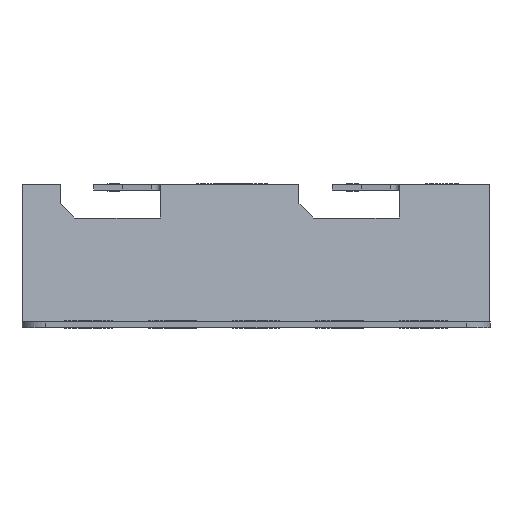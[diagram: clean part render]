
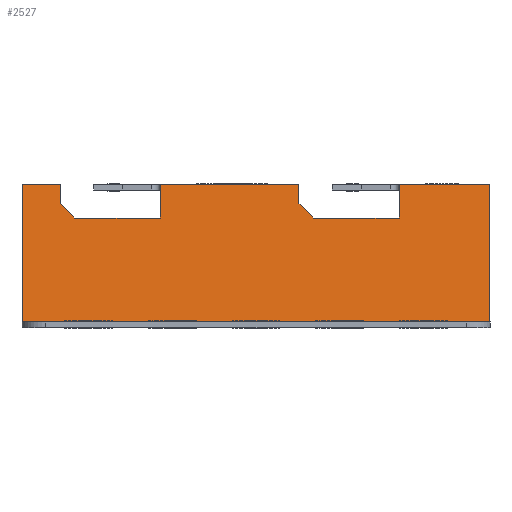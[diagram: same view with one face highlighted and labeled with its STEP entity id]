
A CAD part, left-side view. The second image highlights one B-rep face of the part: STEP entity #2527.
In plain terms, the highlighted planar face has unit normal (-0.991, 0, 0.131).
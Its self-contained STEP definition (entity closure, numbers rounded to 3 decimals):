
#265=FACE_OUTER_BOUND('',#395,.T.);
#395=EDGE_LOOP('',(#1809,#1810,#1811,#1812,#1813,#1814,#1815,#1816,#1817,
#1818,#1819,#1820,#1821,#1822));
#526=LINE('',#3652,#806);
#528=LINE('',#3658,#808);
#548=LINE('',#3714,#828);
#550=LINE('',#3720,#830);
#561=LINE('',#3758,#841);
#562=LINE('',#3759,#842);
#563=LINE('',#3760,#843);
#564=LINE('',#3762,#844);
#565=LINE('',#3764,#845);
#566=LINE('',#3766,#846);
#567=LINE('',#3768,#847);
#568=LINE('',#3770,#848);
#569=LINE('',#3771,#849);
#570=LINE('',#3772,#850);
#806=VECTOR('',#2898,1000.);
#808=VECTOR('',#2902,1000.);
#828=VECTOR('',#2940,1000.);
#830=VECTOR('',#2944,1000.);
#841=VECTOR('',#2973,1000.);
#842=VECTOR('',#2974,1000.);
#843=VECTOR('',#2975,1.);
#844=VECTOR('',#2976,1000.);
#845=VECTOR('',#2977,1000.);
#846=VECTOR('',#2978,1000.);
#847=VECTOR('',#2979,1.);
#848=VECTOR('',#2980,1000.);
#849=VECTOR('',#2981,1.);
#850=VECTOR('',#2982,1.);
#1081=VERTEX_POINT('',#3641);
#1086=VERTEX_POINT('',#3650);
#1088=VERTEX_POINT('',#3655);
#1089=VERTEX_POINT('',#3657);
#1111=VERTEX_POINT('',#3703);
#1116=VERTEX_POINT('',#3712);
#1118=VERTEX_POINT('',#3717);
#1119=VERTEX_POINT('',#3719);
#1137=VERTEX_POINT('',#3757);
#1138=VERTEX_POINT('',#3761);
#1139=VERTEX_POINT('',#3763);
#1140=VERTEX_POINT('',#3765);
#1141=VERTEX_POINT('',#3767);
#1142=VERTEX_POINT('',#3769);
#1374=EDGE_CURVE('',#1081,#1086,#526,.T.);
#1376=EDGE_CURVE('',#1088,#1089,#528,.T.);
#1404=EDGE_CURVE('',#1111,#1116,#548,.T.);
#1406=EDGE_CURVE('',#1119,#1118,#550,.T.);
#1425=EDGE_CURVE('',#1137,#1086,#561,.T.);
#1426=EDGE_CURVE('',#1137,#1119,#562,.T.);
#1427=EDGE_CURVE('',#1118,#1111,#563,.T.);
#1428=EDGE_CURVE('',#1138,#1116,#564,.T.);
#1429=EDGE_CURVE('',#1138,#1139,#565,.T.);
#1430=EDGE_CURVE('',#1139,#1140,#566,.T.);
#1431=EDGE_CURVE('',#1140,#1141,#567,.T.);
#1432=EDGE_CURVE('',#1141,#1142,#568,.T.);
#1433=EDGE_CURVE('',#1142,#1089,#569,.T.);
#1434=EDGE_CURVE('',#1088,#1081,#570,.T.);
#1809=ORIENTED_EDGE('',*,*,#1374,.T.);
#1810=ORIENTED_EDGE('',*,*,#1425,.F.);
#1811=ORIENTED_EDGE('',*,*,#1426,.T.);
#1812=ORIENTED_EDGE('',*,*,#1406,.T.);
#1813=ORIENTED_EDGE('',*,*,#1427,.T.);
#1814=ORIENTED_EDGE('',*,*,#1404,.T.);
#1815=ORIENTED_EDGE('',*,*,#1428,.F.);
#1816=ORIENTED_EDGE('',*,*,#1429,.T.);
#1817=ORIENTED_EDGE('',*,*,#1430,.T.);
#1818=ORIENTED_EDGE('',*,*,#1431,.T.);
#1819=ORIENTED_EDGE('',*,*,#1432,.T.);
#1820=ORIENTED_EDGE('',*,*,#1433,.T.);
#1821=ORIENTED_EDGE('',*,*,#1376,.F.);
#1822=ORIENTED_EDGE('',*,*,#1434,.T.);
#2429=PLANE('',#2675);
#2527=ADVANCED_FACE('',(#265),#2429,.F.);
#2675=AXIS2_PLACEMENT_3D('',#3756,#2971,#2972);
#2898=DIRECTION('',(-0.131,0.,-0.991));
#2902=DIRECTION('',(-0.131,0.,-0.991));
#2940=DIRECTION('',(-0.131,0.,-0.991));
#2944=DIRECTION('',(0.131,0.,0.991));
#2971=DIRECTION('center_axis',(0.991,0.,
-0.131));
#2972=DIRECTION('ref_axis',(-0.131,0.,-0.991));
#2973=DIRECTION('',(0.,-1.,0.));
#2974=DIRECTION('',(0.092,0.707,0.701));
#2975=DIRECTION('',(0.,1.,0.));
#2976=DIRECTION('',(0.,-1.,0.));
#2977=DIRECTION('',(0.092,0.707,0.701));
#2978=DIRECTION('',(0.131,0.,0.991));
#2979=DIRECTION('',(0.,1.,0.));
#2980=DIRECTION('',(-0.131,0.,-0.991));
#2981=DIRECTION('',(0.,-1.,0.));
#2982=DIRECTION('',(0.,1.,0.));
#3641=CARTESIAN_POINT('',(27.729,19.427,30.));
#3650=CARTESIAN_POINT('',(26.802,19.427,22.957));
#3652=CARTESIAN_POINT('',(23.938,19.427,1.2));
#3655=CARTESIAN_POINT('',(27.729,0.427,30.));
#3657=CARTESIAN_POINT('',(23.938,0.427,1.2));
#3658=CARTESIAN_POINT('',(23.938,0.427,1.2));
#3703=CARTESIAN_POINT('',(27.729,69.427,30.));
#3712=CARTESIAN_POINT('',(26.802,69.427,22.957));
#3714=CARTESIAN_POINT('',(23.938,69.427,1.2));
#3717=CARTESIAN_POINT('',(27.729,40.427,30.));
#3719=CARTESIAN_POINT('',(27.194,40.427,25.931));
#3720=CARTESIAN_POINT('',(23.938,40.427,1.2));
#3756=CARTESIAN_POINT('Origin',(23.938,0.427,1.2));
#3757=CARTESIAN_POINT('',(26.802,37.427,22.957));
#3758=CARTESIAN_POINT('',(26.802,0.427,22.957));
#3759=CARTESIAN_POINT('',(22.955,7.955,-6.263));
#3760=CARTESIAN_POINT('',(27.729,0.427,30.));
#3761=CARTESIAN_POINT('',(26.802,87.427,22.957));
#3762=CARTESIAN_POINT('',(26.802,0.427,22.957));
#3763=CARTESIAN_POINT('',(27.194,90.427,25.931));
#3764=CARTESIAN_POINT('',(19.692,32.955,-31.05));
#3765=CARTESIAN_POINT('',(27.729,90.427,30.));
#3766=CARTESIAN_POINT('',(23.938,90.427,1.2));
#3767=CARTESIAN_POINT('',(27.729,98.427,30.));
#3768=CARTESIAN_POINT('',(27.729,0.427,30.));
#3769=CARTESIAN_POINT('',(23.938,98.427,1.2));
#3770=CARTESIAN_POINT('',(23.938,98.427,1.2));
#3771=CARTESIAN_POINT('',(23.938,0.427,1.2));
#3772=CARTESIAN_POINT('',(27.729,0.427,30.));
